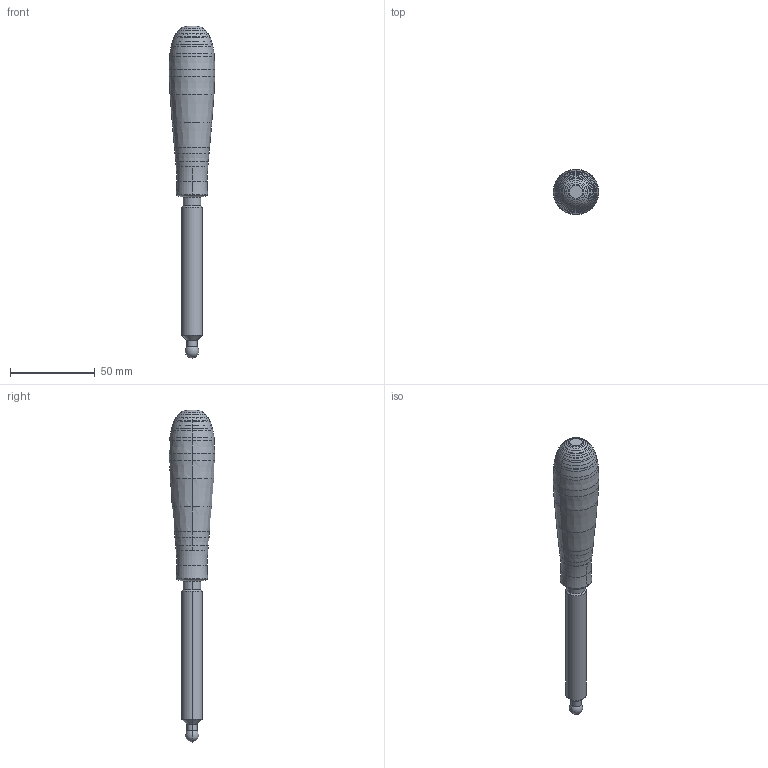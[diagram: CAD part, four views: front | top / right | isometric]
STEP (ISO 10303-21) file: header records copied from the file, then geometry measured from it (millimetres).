
FILE_DESCRIPTION(('STEP AP214'),'1');
FILE_NAME('160634.1.STP','2011-09-08T07:34:12',(' '),(' '),'Spatial InterOp 3D',' ',' ');
FILE_SCHEMA(('automotive_design'));
Length unit declared in the file: millimetre
Products named in the file (36): Quader; gerades Prisma; Zylinder; Rotationskörper; 1; 2
Bounding box: 26.96 x 26.96 x 196.19 mm (x, y, z)
Volume: 51249.6 mm3; surface area: 20037 mm2
Topology: 36 solids, 36 shells, 227 faces, 403 edges, 248 vertices
Faces by surface type: plane 142, cone 58, cylinder 12, torus 12, sphere 3
Entity records: 8048 total; most frequent: DIRECTION 1048, CARTESIAN_POINT 912, ORIENTED_EDGE 802, EDGE_CURVE 401, AXIS2_PLACEMENT_3D 384, LINE 280, VECTOR 280, STYLED_ITEM 263
